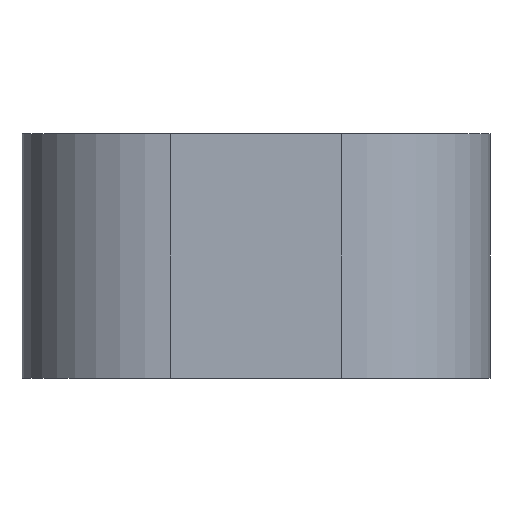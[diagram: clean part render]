
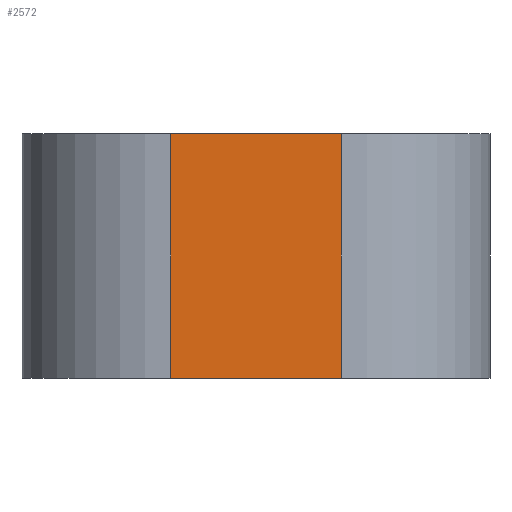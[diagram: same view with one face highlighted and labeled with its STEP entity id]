
A CAD part, front view. The second image highlights one B-rep face of the part: STEP entity #2572.
In plain terms, the highlighted planar face has unit normal (0, -1, 0).
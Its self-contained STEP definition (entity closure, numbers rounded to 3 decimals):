
#369=FACE_OUTER_BOUND('',#518,.T.);
#518=EDGE_LOOP('',(#2356,#2357,#2358,#2359));
#713=LINE('',#4750,#950);
#716=LINE('',#4775,#953);
#724=LINE('',#4797,#961);
#737=LINE('',#4830,#974);
#950=VECTOR('',#2992,10.);
#953=VECTOR('',#3023,10.);
#961=VECTOR('',#3041,10.);
#974=VECTOR('',#3070,10.);
#1199=VERTEX_POINT('',#4736);
#1205=VERTEX_POINT('',#4748);
#1213=VERTEX_POINT('',#4774);
#1222=VERTEX_POINT('',#4796);
#1557=EDGE_CURVE('',#1205,#1199,#713,.T.);
#1567=EDGE_CURVE('',#1199,#1213,#716,.T.);
#1578=EDGE_CURVE('',#1213,#1222,#724,.T.);
#1596=EDGE_CURVE('',#1222,#1205,#737,.T.);
#2356=ORIENTED_EDGE('',*,*,#1567,.F.);
#2357=ORIENTED_EDGE('',*,*,#1557,.F.);
#2358=ORIENTED_EDGE('',*,*,#1596,.F.);
#2359=ORIENTED_EDGE('',*,*,#1578,.F.);
#2435=PLANE('',#2687);
#2572=ADVANCED_FACE('',(#369),#2435,.T.);
#2687=AXIS2_PLACEMENT_3D('',#4877,#3126,#3127);
#2992=DIRECTION('',(1.,0.,0.));
#3023=DIRECTION('',(0.,0.,-1.));
#3041=DIRECTION('',(-1.,0.,0.));
#3070=DIRECTION('',(0.,0.,1.));
#3126=DIRECTION('center_axis',(0.,-1.,0.));
#3127=DIRECTION('ref_axis',(1.,0.,0.));
#4736=CARTESIAN_POINT('',(4.875,-13.25,7.));
#4748=CARTESIAN_POINT('',(0.,-13.25,7.));
#4750=CARTESIAN_POINT('',(9.125,-13.25,7.));
#4774=CARTESIAN_POINT('',(4.875,-13.25,0.));
#4775=CARTESIAN_POINT('',(4.875,-13.25,0.));
#4796=CARTESIAN_POINT('',(0.,-13.25,0.));
#4797=CARTESIAN_POINT('',(9.125,-13.25,0.));
#4830=CARTESIAN_POINT('',(0.,-13.25,0.));
#4877=CARTESIAN_POINT('Origin',(-4.25,-13.25,0.));
